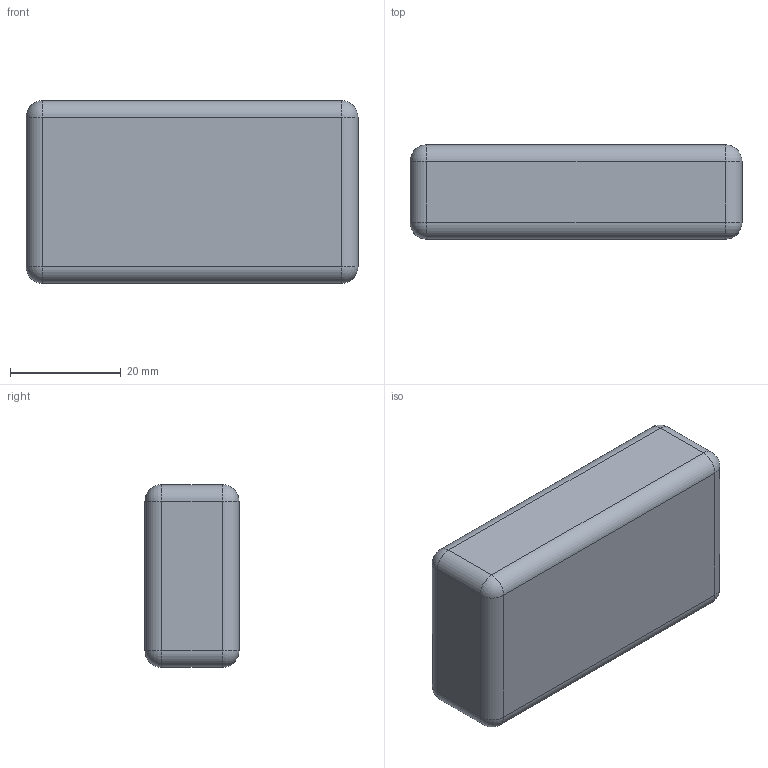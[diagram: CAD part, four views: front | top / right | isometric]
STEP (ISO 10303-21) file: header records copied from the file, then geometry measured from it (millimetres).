
FILE_DESCRIPTION (( 'STEP AP203' ), '1' );
FILE_NAME ('Worker_RTD_550mAh_Batt_OFD.STEP', '2022-08-08T13:57:50', ( '' ), ( '' ), 'SwSTEP 2.0', 'SolidWorks 2020', '' );
FILE_SCHEMA (( 'CONFIG_CONTROL_DESIGN' ));
Length unit declared in the file: millimetre
Products named in the file (1): Worker_RTD_550mAh_Batt_OFD
Bounding box: 60 x 17 x 33 mm (x, y, z)
Volume: 32814.7 mm3; surface area: 6660.7 mm2
Topology: 1 solids, 1 shells, 241 faces, 635 edges, 410 vertices
Faces by surface type: plane 155, bspline 66, cylinder 12, sphere 8
Entity records: 11230 total; most frequent: CARTESIAN_POINT 5681, ORIENTED_EDGE 1254, DIRECTION 871, EDGE_CURVE 627, LINE 471, VECTOR 471, VERTEX_POINT 410, EDGE_LOOP 263
